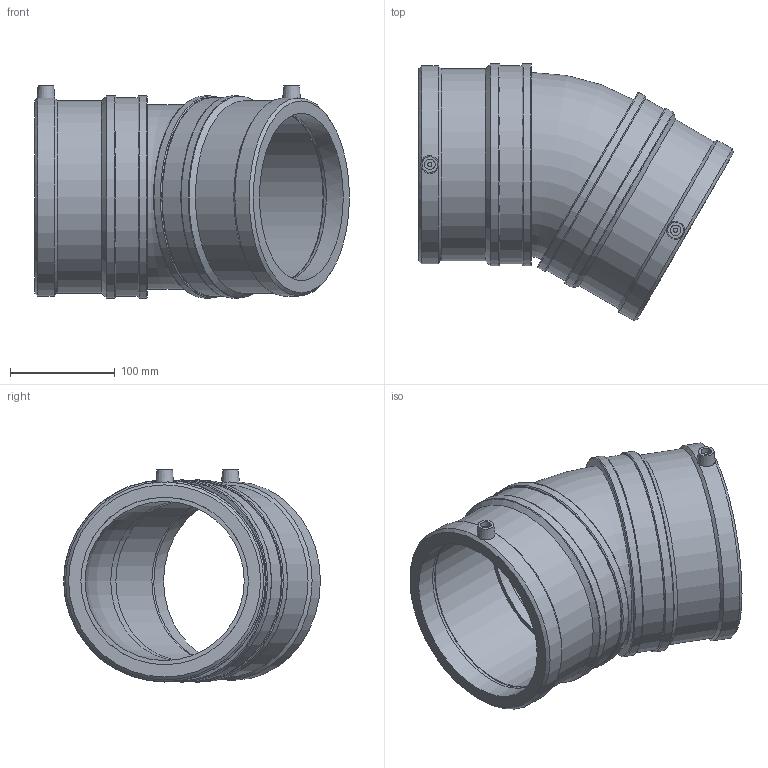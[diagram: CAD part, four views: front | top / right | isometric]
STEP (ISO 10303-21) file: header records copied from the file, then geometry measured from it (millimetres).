
FILE_DESCRIPTION(/* description */ ('PLASSON 30° LIGHTFIT ELBOW 160'),/* implementation_level */ '2;1');
FILE_NAME(/* name */ '463304160_473304160.ipt.stp',/* time_stamp */ '2017-11-06T09:09:54+02:00',/* author */ ('KIM'),/* organization */ (''),/* preprocessor_version */ 'ST-DEVELOPER v15.6',/* originating_system */ 'Autodesk Inventor 2015',/* authorisation */ '');
FILE_SCHEMA (('AUTOMOTIVE_DESIGN { 1 0 10303 214 3 1 1 }'));
Length unit declared in the file: millimetre
Products named in the file (1): 463304160_473304160
Bounding box: 300.58 x 245.23 x 202.5 mm (x, y, z)
Volume: 1998229.3 mm3; surface area: 330273.7 mm2
Topology: 1 solids, 1 shells, 60 faces, 117 edges, 73 vertices
Faces by surface type: cylinder 20, plane 18, cone 12, torus 10
Full cylindrical faces by diameter (mm): 4 x2, 10 x2, 152 x2, 160 x4, 183.466 x2, 189.14 x2, 193 x4
Entity records: 1394 total; most frequent: CARTESIAN_POINT 333, DIRECTION 234, ORIENTED_EDGE 136, AXIS2_PLACEMENT_3D 117, EDGE_LOOP 114, EDGE_CURVE 68, VERTEX_POINT 62, FACE_OUTER_BOUND 60
